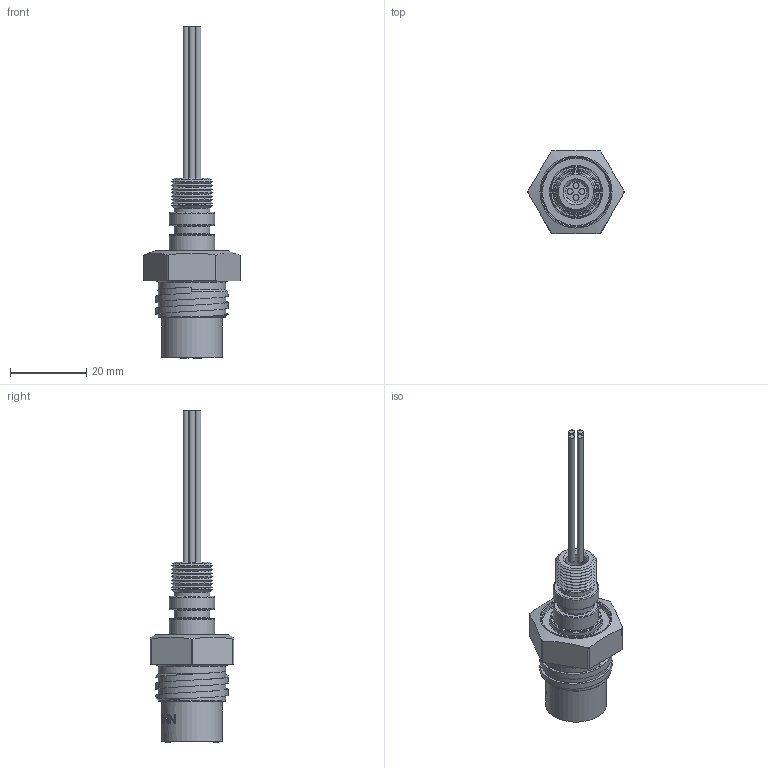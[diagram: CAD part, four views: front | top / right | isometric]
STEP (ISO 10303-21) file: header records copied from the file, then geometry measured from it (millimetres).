
FILE_DESCRIPTION(/* description */ (''),/* implementation_level */ '2;1');
FILE_NAME(/* name */ 'MCBH4F-G2 w 2 o-ring 22mm Hex.stp',/* time_stamp */ '2015-01-05T15:48:57+01:00',/* author */ ('sh'),/* organization */ (''),/* preprocessor_version */ 'ST-DEVELOPER v15.2',/* originating_system */ 'Autodesk Inventor 2014',/* authorisation */ '');
FILE_SCHEMA (('AUTOMOTIVE_DESIGN { 1 0 10303 214 3 1 1 }'));
Length unit declared in the file: inch
Products named in the file (1): MCBH4F-G2 w 2 o-ring 22mm Hex
Bounding box: 25.24 x 22 x 87.05 mm (x, y, z)
Volume: 7261.2 mm3; surface area: 8049.2 mm2
Topology: 14 solids, 14 shells, 494 faces, 1235 edges, 812 vertices
Faces by surface type: plane 192, cylinder 91, bspline 78, torus 77, cone 56
Full cylindrical faces by diameter (mm): 1.372 x4, 1.448 x4, 1.575 x4, 1.981 x1, 2.052 x4, 2.057 x12, 2.723 x4, 2.743 x4, 2.812 x4, 3.175 x16, 3.2 x4, 5.537 x1, 7.264 x1, 9.322 x1, 9.398 x1, 11.918 x2, 13.5 x1, 15.875 x1, 15.9 x1, 17.704 x1, 17.97 x1
Entity records: 20881 total; most frequent: CARTESIAN_POINT 10499, DIRECTION 1991, ORIENTED_EDGE 1976, EDGE_CURVE 988, AXIS2_PLACEMENT_3D 810, VERTEX_POINT 739, EDGE_LOOP 719, FACE_OUTER_BOUND 493
